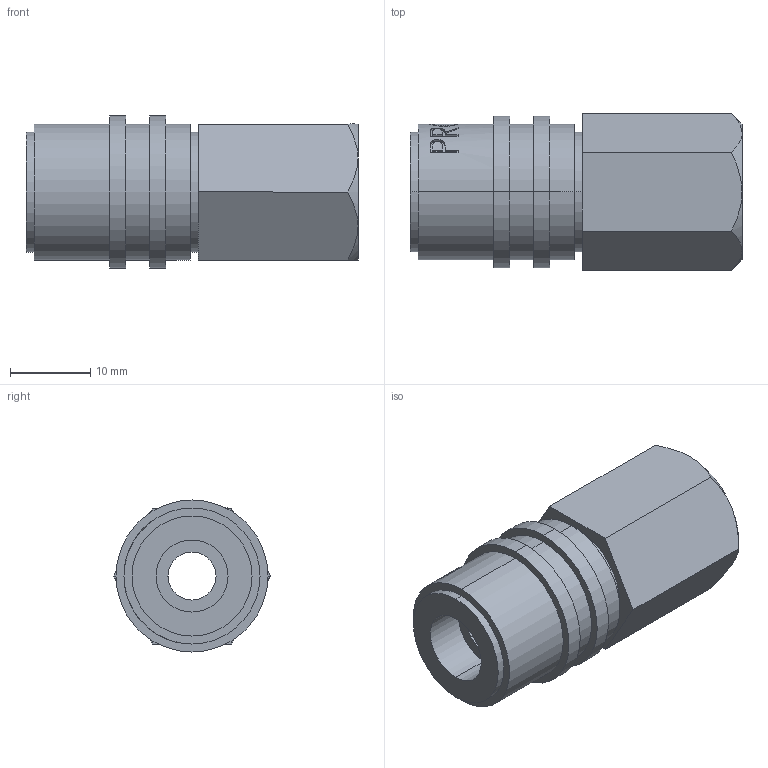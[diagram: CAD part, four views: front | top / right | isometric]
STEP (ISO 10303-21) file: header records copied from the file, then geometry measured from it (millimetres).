
FILE_DESCRIPTION (( 'STEP AP203' ), '1' );
FILE_NAME ('5e6c.STEP', '2022-07-27T16:16:11', ( '' ), ( '' ), 'SwSTEP 2.0', 'SolidWorks 2019', '' );
FILE_SCHEMA (( 'CONFIG_CONTROL_DESIGN' ));
Length unit declared in the file: millimetre
Products named in the file (1): 5e6c
Bounding box: 41.5 x 19.63 x 19 mm (x, y, z)
Volume: 7674.9 mm3; surface area: 4141.8 mm2
Topology: 1 solids, 1 shells, 130 faces, 320 edges, 210 vertices
Faces by surface type: plane 49, bspline 42, cylinder 29, cone 10
Entity records: 8709 total; most frequent: CARTESIAN_POINT 5877, ORIENTED_EDGE 640, DIRECTION 440, EDGE_CURVE 320, VERTEX_POINT 210, AXIS2_PLACEMENT_3D 179, EDGE_LOOP 150, B_SPLINE_CURVE_WITH_KNOTS 148
